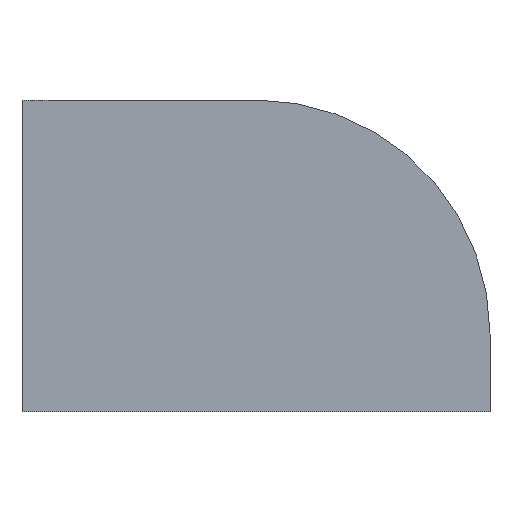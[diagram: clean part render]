
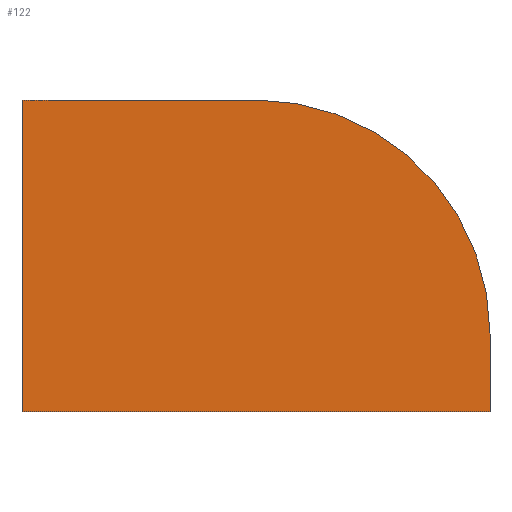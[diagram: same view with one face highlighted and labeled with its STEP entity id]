
A CAD part, front view. The second image highlights one B-rep face of the part: STEP entity #122.
In plain terms, the highlighted planar face has unit normal (0, -1, 0).
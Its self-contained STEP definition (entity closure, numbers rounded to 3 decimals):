
#17=PLANE('',#145);
#24=FACE_OUTER_BOUND('',#31,.T.);
#31=EDGE_LOOP('',(#101,#102,#103,#104,#105));
#39=LINE('',#197,#52);
#43=LINE('',#206,#56);
#44=LINE('',#208,#57);
#45=LINE('',#209,#58);
#52=VECTOR('',#163,10.);
#56=VECTOR('',#171,10.);
#57=VECTOR('',#172,10.);
#58=VECTOR('',#173,10.);
#62=CIRCLE('',#142,15.);
#65=VERTEX_POINT('',#187);
#66=VERTEX_POINT('',#189);
#68=VERTEX_POINT('',#195);
#71=VERTEX_POINT('',#205);
#72=VERTEX_POINT('',#207);
#75=EDGE_CURVE('',#65,#66,#62,.T.);
#79=EDGE_CURVE('',#68,#65,#39,.T.);
#83=EDGE_CURVE('',#71,#68,#43,.T.);
#84=EDGE_CURVE('',#71,#72,#44,.T.);
#85=EDGE_CURVE('',#72,#66,#45,.T.);
#101=ORIENTED_EDGE('',*,*,#75,.F.);
#102=ORIENTED_EDGE('',*,*,#79,.F.);
#103=ORIENTED_EDGE('',*,*,#83,.F.);
#104=ORIENTED_EDGE('',*,*,#84,.T.);
#105=ORIENTED_EDGE('',*,*,#85,.T.);
#122=ADVANCED_FACE('',(#24),#17,.T.);
#142=AXIS2_PLACEMENT_3D('',#190,#156,#157);
#145=AXIS2_PLACEMENT_3D('',#204,#169,#170);
#156=DIRECTION('center_axis',(0.,1.,0.));
#157=DIRECTION('ref_axis',(0.707,0.,0.707));
#163=DIRECTION('',(1.,0.,0.));
#169=DIRECTION('center_axis',(0.,-1.,0.));
#170=DIRECTION('ref_axis',(1.,0.,0.));
#171=DIRECTION('',(0.,0.,1.));
#172=DIRECTION('',(1.,0.,0.));
#173=DIRECTION('',(0.,0.,1.));
#187=CARTESIAN_POINT('',(72.666,-55.,-37.999));
#189=CARTESIAN_POINT('',(87.666,-55.,-52.999));
#190=CARTESIAN_POINT('Origin',(72.666,-55.,-52.999));
#195=CARTESIAN_POINT('',(57.666,-55.,-37.999));
#197=CARTESIAN_POINT('',(57.666,-55.,-37.999));
#204=CARTESIAN_POINT('Origin',(57.666,-55.,-57.999));
#205=CARTESIAN_POINT('',(57.666,-55.,-57.999));
#206=CARTESIAN_POINT('',(57.666,-55.,-57.999));
#207=CARTESIAN_POINT('',(87.666,-55.,-57.999));
#208=CARTESIAN_POINT('',(57.666,-55.,-57.999));
#209=CARTESIAN_POINT('',(87.666,-55.,-57.999));
